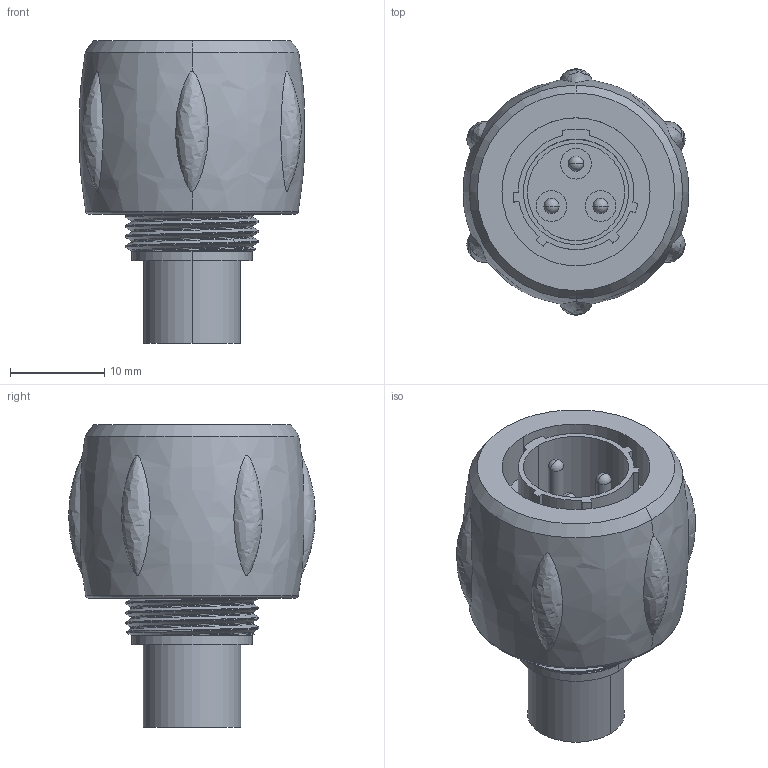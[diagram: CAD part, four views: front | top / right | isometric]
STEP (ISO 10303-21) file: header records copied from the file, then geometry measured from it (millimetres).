
FILE_DESCRIPTION((''),'2;1');
FILE_NAME('UTS6103P_CATALOGUE_SW0001','2017-04-25T',('lcourtois'),('SOURIAU'),'PRO/ENGINEER BY PARAMETRIC TECHNOLOGY CORPORATION, 2014000','PRO/ENGINEER BY PARAMETRIC TECHNOLOGY CORPORATION, 2014000','');
FILE_SCHEMA(('CONFIG_CONTROL_DESIGN'));
Length unit declared in the file: millimetre
Products named in the file (1): UTS6103P_CATALOGUE_SW0001
Bounding box: 23.85 x 26.14 x 32.1 mm (x, y, z)
Volume: 7929.2 mm3; surface area: 4755.5 mm2
Topology: 1 solids, 1 shells, 99 faces, 228 edges, 146 vertices
Faces by surface type: cylinder 40, plane 26, bspline 23, sphere 6, torus 2, cone 2
Entity records: 6728 total; most frequent: CARTESIAN_POINT 3814, ORIENTED_EDGE 444, DIRECTION 438, EDGE_CURVE 222, AXIS2_PLACEMENT_3D 180, VERTEX_POINT 146, EDGE_LOOP 120, CIRCLE 104
